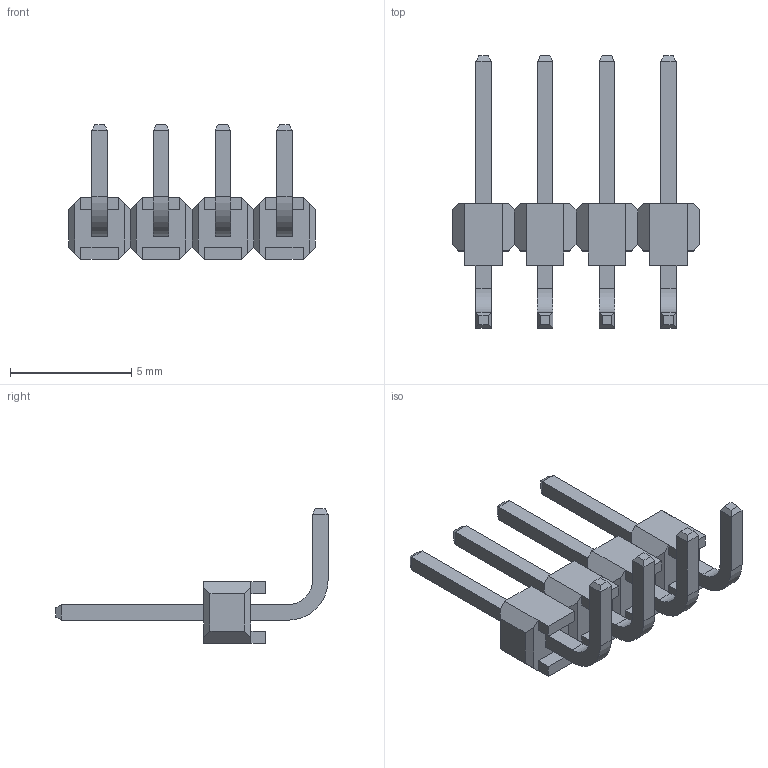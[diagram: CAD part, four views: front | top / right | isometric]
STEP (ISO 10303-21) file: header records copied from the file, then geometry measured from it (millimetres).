
FILE_DESCRIPTION((''),'2;1');
FILE_NAME('M20-996_ASM','2013-01-03T',('wbourne'),(''),'PRO/ENGINEER BY PARAMETRIC TECHNOLOGY CORPORATION, 2011490','PRO/ENGINEER BY PARAMETRIC TECHNOLOGY CORPORATION, 2011490','');
FILE_SCHEMA(('CONFIG_CONTROL_DESIGN','SHAPE_APPEARANCE_LAYERS_GROUPS'));
Length unit declared in the file: millimetre
Products named in the file (3): M20-996-MOULD; M20-996-PIN; M20-996_ASM
Assembly tree (5 placements, depth 2):
  M20-996_ASM
    M20-996-MOULD
    M20-996-PIN  x4
Bounding box: 10.16 x 11.22 x 5.54 mm (x, y, z)
Volume: 69.6 mm3; surface area: 286 mm2
Topology: 5 solids, 5 shells, 170 faces, 420 edges, 260 vertices
Faces by surface type: plane 162, cylinder 8
Entity records: 4474 total; most frequent: CARTESIAN_POINT 612, ORIENTED_EDGE 600, DIRECTION 552, PRESENTATION_STYLE_ASSIGNMENT 302, STYLED_ITEM 302, CURVE_STYLE 300, EDGE_CURVE 300, VECTOR 296
